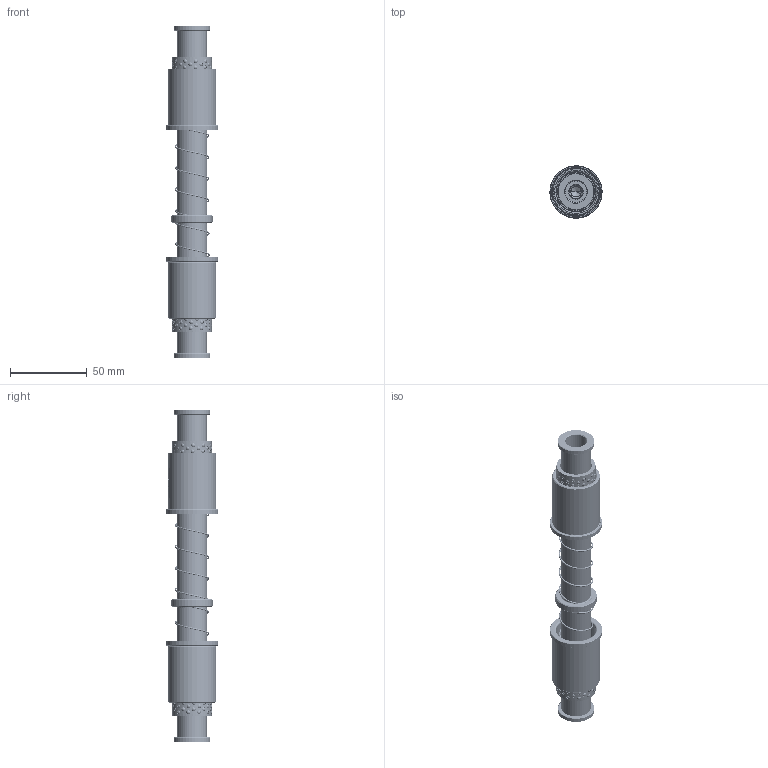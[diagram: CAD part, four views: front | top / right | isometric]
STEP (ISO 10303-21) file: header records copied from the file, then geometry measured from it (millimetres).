
FILE_DESCRIPTION (( 'STEP AP214' ), '1' );
FILE_NAME ('BJGPH BSGPH-D20-LA100-LB70-絳杶BL40.STEP', '2021-09-29T08:01:59', ( 'User' ), ( 'china' ), 'SwSTEP 2.0', 'SolidWorks 2016', '' );
FILE_SCHEMA (( 'AUTOMOTIVE_DESIGN' ));
Length unit declared in the file: millimetre
Products named in the file (10): GBBH--D31-d26-L40; GBBH-D31-d26-L40; BSH BJH-D25.5-20.5-L30; BALL-D3; BSH BJH-D25.5-20.5-L35; GGTK-D24-d19 - 20; HWP-B-D22.5-d20.5-L90; HWP-B-D22.5-d20.5-L65; GPWH-D20-100-70-10; BJGPH BSGPH-D20-LA100-LB70-絳杶BL40
Assembly tree (186 placements, depth 3):
  BJGPH BSGPH-D20-LA100-LB70-絳杶BL40
    GPWH-D20-100-70-10
    HWP-B-D22.5-d20.5-L65
    HWP-B-D22.5-d20.5-L90
    GGTK-D24-d19 - 20  x2
    BSH BJH-D25.5-20.5-L30  x2
      BSH BJH-D25.5-20.5-L35
      BALL-D3
    GBBH-D31-d26-L40
    GBBH--D31-d26-L40
Bounding box: 33.99 x 33.99 x 216 mm (x, y, z)
Volume: 91430.7 mm3; surface area: 65135.8 mm2
Topology: 361 solids, 361 shells, 1618 faces, 6904 edges, 4572 vertices
Faces by surface type: sphere 1408, cylinder 68, cone 68, plane 42, torus 20, bspline 12
Entity records: 39545 total; most frequent: CARTESIAN_POINT 24519, ORIENTED_EDGE 2992, DIRECTION 2684, EDGE_CURVE 1496, AXIS2_PLACEMENT_3D 1268, VERTEX_POINT 974, EDGE_LOOP 890, B_SPLINE_CURVE_WITH_KNOTS 788
